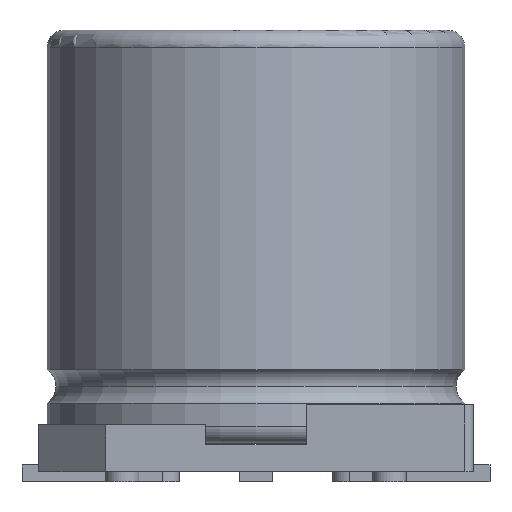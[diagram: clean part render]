
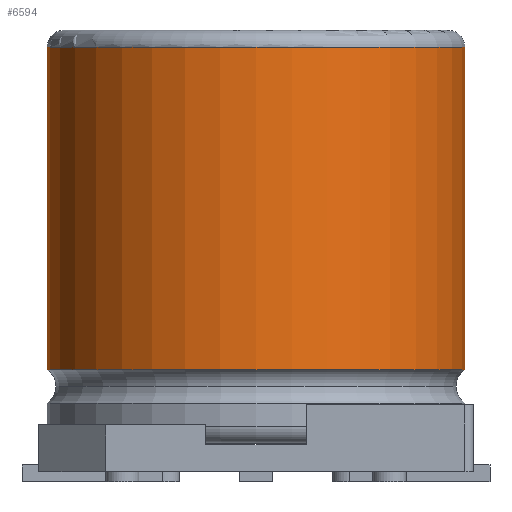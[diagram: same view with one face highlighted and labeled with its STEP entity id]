
A CAD part, front view. The second image highlights one B-rep face of the part: STEP entity #6594.
In plain terms, the highlighted cylindrical face has radius 6.25 mm (diameter 12.5 mm), a partial arc.
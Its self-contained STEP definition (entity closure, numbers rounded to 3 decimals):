
#278 = DIRECTION ( 'NONE',  ( 1., 0., 0. ) ) ;
#345 = CARTESIAN_POINT ( 'NONE',  ( 0., 0., 3.35 ) ) ;
#1544 = DIRECTION ( 'NONE',  ( 1., 0., 0. ) ) ;
#1742 = LINE ( 'NONE', #2968, #11595 ) ;
#2261 = DIRECTION ( 'NONE',  ( 1., 0., 0. ) ) ;
#2460 = CARTESIAN_POINT ( 'NONE',  ( -6.25, 0., 13.5 ) ) ;
#2696 = CARTESIAN_POINT ( 'NONE',  ( 6.25, 0., 3.35 ) ) ;
#2968 = CARTESIAN_POINT ( 'NONE',  ( 6.25, 0., 13.5 ) ) ;
#3175 = VERTEX_POINT ( 'NONE', #3237 ) ;
#3237 = CARTESIAN_POINT ( 'NONE',  ( -6.25, 0., 3.35 ) ) ;
#3257 = CARTESIAN_POINT ( 'NONE',  ( -6.25, 0., 13. ) ) ;
#3499 = EDGE_CURVE ( 'NONE', #11682, #4318, #10287, .T. ) ;
#3640 = DIRECTION ( 'NONE',  ( 0., 0., 1. ) ) ;
#4318 = VERTEX_POINT ( 'NONE', #12776 ) ;
#4837 = ORIENTED_EDGE ( 'NONE', *, *, #12389, .T. ) ;
#5535 = AXIS2_PLACEMENT_3D ( 'NONE', #345, #3640, #278 ) ;
#5711 = DIRECTION ( 'NONE',  ( 0., 0., 1. ) ) ;
#5788 = AXIS2_PLACEMENT_3D ( 'NONE', #14577, #9054, #2261 ) ;
#6221 = DIRECTION ( 'NONE',  ( 0., 0., 1. ) ) ;
#6594 = ADVANCED_FACE ( 'NONE', ( #14428 ), #12159, .T. ) ;
#8246 = CARTESIAN_POINT ( 'NONE',  ( 0., 0., 13.5 ) ) ;
#8335 = ORIENTED_EDGE ( 'NONE', *, *, #8430, .F. ) ;
#8430 = EDGE_CURVE ( 'NONE', #3175, #11682, #10316, .T. ) ;
#9054 = DIRECTION ( 'NONE',  ( 0., 0., 1. ) ) ;
#9412 = EDGE_LOOP ( 'NONE', ( #8335, #11976, #4837, #12771 ) ) ;
#9785 = AXIS2_PLACEMENT_3D ( 'NONE', #8246, #5711, #1544 ) ;
#10085 = DIRECTION ( 'NONE',  ( 0., 0., 1. ) ) ;
#10287 = CIRCLE ( 'NONE', #5788, 6.25 ) ;
#10316 = LINE ( 'NONE', #2460, #14309 ) ;
#11132 = EDGE_CURVE ( 'NONE', #3175, #11258, #13798, .T. ) ;
#11258 = VERTEX_POINT ( 'NONE', #2696 ) ;
#11595 = VECTOR ( 'NONE', #6221, 1000. ) ;
#11682 = VERTEX_POINT ( 'NONE', #3257 ) ;
#11976 = ORIENTED_EDGE ( 'NONE', *, *, #11132, .T. ) ;
#12159 = CYLINDRICAL_SURFACE ( 'NONE', #9785, 6.25 ) ;
#12389 = EDGE_CURVE ( 'NONE', #11258, #4318, #1742, .T. ) ;
#12771 = ORIENTED_EDGE ( 'NONE', *, *, #3499, .F. ) ;
#12776 = CARTESIAN_POINT ( 'NONE',  ( 6.25, 0., 13. ) ) ;
#13798 = CIRCLE ( 'NONE', #5535, 6.25 ) ;
#14309 = VECTOR ( 'NONE', #10085, 1000. ) ;
#14428 = FACE_OUTER_BOUND ( 'NONE', #9412, .T. ) ;
#14577 = CARTESIAN_POINT ( 'NONE',  ( 0., 0., 13. ) ) ;
